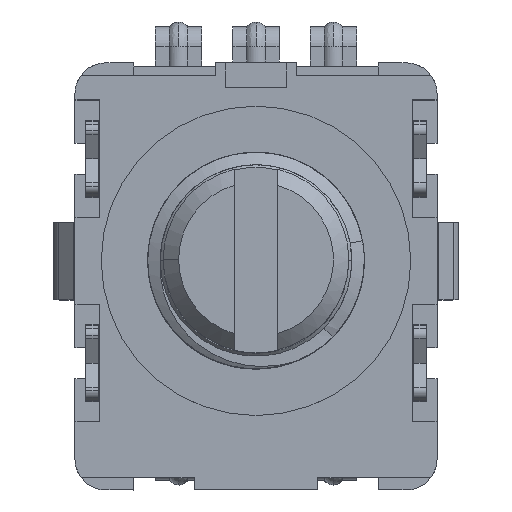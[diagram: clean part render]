
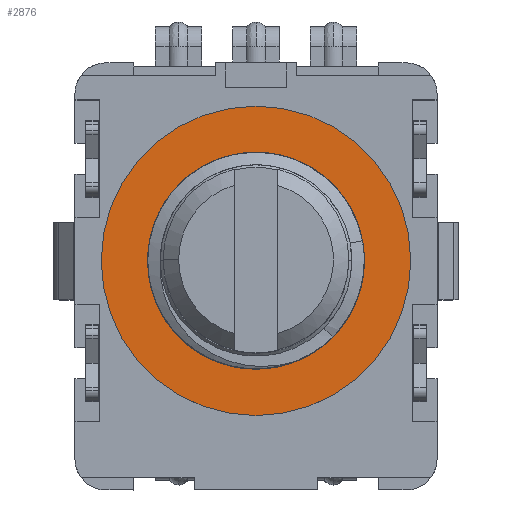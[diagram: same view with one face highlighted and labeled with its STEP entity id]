
A CAD part, top view. The second image highlights one B-rep face of the part: STEP entity #2876.
In plain terms, the highlighted planar face has unit normal (0, 0, 1).
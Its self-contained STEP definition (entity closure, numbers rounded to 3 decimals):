
#2 = VERTEX_POINT ( 'NONE', #12622 ) ;
#42 = CARTESIAN_POINT ( 'NONE',  ( -2.689, 1.53, 3.157 ) ) ;
#454 = CIRCLE ( 'NONE', #11401, 5. ) ;
#787 = ORIENTED_EDGE ( 'NONE', *, *, #9579, .F. ) ;
#1143 = CARTESIAN_POINT ( 'NONE',  ( -3.092, -0.66, 3.157 ) ) ;
#1161 = AXIS2_PLACEMENT_3D ( 'NONE', #6519, #8014, #7667 ) ;
#1842 = VERTEX_POINT ( 'NONE', #13243 ) ;
#1923 = PLANE ( 'NONE',  #8786 ) ;
#2006 = CARTESIAN_POINT ( 'NONE',  ( 0., 0., 3.157 ) ) ;
#2094 = FACE_OUTER_BOUND ( 'NONE', #6099, .T. ) ;
#2381 = CARTESIAN_POINT ( 'NONE',  ( -2.876, 1.637, 3.157 ) ) ;
#2467 = CARTESIAN_POINT ( 'NONE',  ( -3.127, -0.527, 3.157 ) ) ;
#2753 = CARTESIAN_POINT ( 'NONE',  ( 0., 0., 3.157 ) ) ;
#2851 = LINE ( 'NONE', #42, #16913 ) ;
#2876 = ADVANCED_FACE ( 'NONE', ( #9853, #2094 ), #1923, .F. ) ;
#2934 = VERTEX_POINT ( 'NONE', #8544 ) ;
#3164 = DIRECTION ( 'NONE',  ( -1., 0., 0. ) ) ;
#3390 = CIRCLE ( 'NONE', #1161, 3.094 ) ;
#3780 = CARTESIAN_POINT ( 'NONE',  ( -2.999, 1.386, 3.157 ) ) ;
#4467 = CARTESIAN_POINT ( 'NONE',  ( -2.876, 1.637, 3.157 ) ) ;
#4655 = ORIENTED_EDGE ( 'NONE', *, *, #13072, .F. ) ;
#4943 = DIRECTION ( 'NONE',  ( 1., 0., 0. ) ) ;
#4959 = VERTEX_POINT ( 'NONE', #4467 ) ;
#5201 = CARTESIAN_POINT ( 'NONE',  ( -2.685, -1.537, 3.157 ) ) ;
#5286 = CARTESIAN_POINT ( 'NONE',  ( -3.218, 0.3, 3.157 ) ) ;
#6099 = EDGE_LOOP ( 'NONE', ( #8098, #10772 ) ) ;
#6252 = B_SPLINE_CURVE_WITH_KNOTS ( 'NONE', 3,
 ( #2381, #3780, #13452, #7755, #5286, #9158, #14505, #2467, #1143, #11871, #17228, #5201 ),
 .UNSPECIFIED., .F., .F.,
 ( 4, 2, 2, 2, 2, 4 ),
 ( 0., 0.001, 0.002, 0.002, 0.002, 0.003 ),
 .UNSPECIFIED. ) ;
#6519 = CARTESIAN_POINT ( 'NONE',  ( 0., 0., 3.157 ) ) ;
#6557 = ORIENTED_EDGE ( 'NONE', *, *, #12692, .F. ) ;
#7667 = DIRECTION ( 'NONE',  ( -1., 0., 0. ) ) ;
#7755 = CARTESIAN_POINT ( 'NONE',  ( -3.198, 0.579, 3.157 ) ) ;
#7874 = ORIENTED_EDGE ( 'NONE', *, *, #14182, .F. ) ;
#8014 = DIRECTION ( 'NONE',  ( 0., 0., 1. ) ) ;
#8098 = ORIENTED_EDGE ( 'NONE', *, *, #16803, .F. ) ;
#8391 = DIRECTION ( 'NONE',  ( 0., 0., 1. ) ) ;
#8544 = CARTESIAN_POINT ( 'NONE',  ( 5., 0., 3.157 ) ) ;
#8786 = AXIS2_PLACEMENT_3D ( 'NONE', #2006, #13804, #3164 ) ;
#8798 = EDGE_LOOP ( 'NONE', ( #787, #4655, #6557, #7874 ) ) ;
#9158 = CARTESIAN_POINT ( 'NONE',  ( -3.195, -0.114, 3.157 ) ) ;
#9579 = EDGE_CURVE ( 'NONE', #1842, #4959, #2851, .T. ) ;
#9853 = FACE_BOUND ( 'NONE', #8798, .T. ) ;
#10134 = CARTESIAN_POINT ( 'NONE',  ( -2.685, -1.537, 3.157 ) ) ;
#10329 = DIRECTION ( 'NONE',  ( 0., 0., -1. ) ) ;
#10394 = DIRECTION ( 'NONE',  ( 0., 0., -1. ) ) ;
#10592 = CARTESIAN_POINT ( 'NONE',  ( 0., 0., 3.157 ) ) ;
#10772 = ORIENTED_EDGE ( 'NONE', *, *, #11581, .F. ) ;
#11401 = AXIS2_PLACEMENT_3D ( 'NONE', #12680, #10394, #4943 ) ;
#11581 = EDGE_CURVE ( 'NONE', #2, #2934, #454, .T. ) ;
#11871 = CARTESIAN_POINT ( 'NONE',  ( -2.962, -1.052, 3.157 ) ) ;
#12622 = CARTESIAN_POINT ( 'NONE',  ( -5., 0., 3.157 ) ) ;
#12680 = CARTESIAN_POINT ( 'NONE',  ( 0., 0., 3.157 ) ) ;
#12692 = EDGE_CURVE ( 'NONE', #17182, #14546, #3390, .T. ) ;
#12893 = AXIS2_PLACEMENT_3D ( 'NONE', #10592, #10329, #13316 ) ;
#12946 = AXIS2_PLACEMENT_3D ( 'NONE', #2753, #8391, #16121 ) ;
#13072 = EDGE_CURVE ( 'NONE', #14546, #1842, #15200, .T. ) ;
#13243 = CARTESIAN_POINT ( 'NONE',  ( -2.689, 1.53, 3.157 ) ) ;
#13316 = DIRECTION ( 'NONE',  ( 1., 0., 0. ) ) ;
#13402 = DIRECTION ( 'NONE',  ( -0.869, 0.495, 0. ) ) ;
#13452 = CARTESIAN_POINT ( 'NONE',  ( -3.087, 1.124, 3.157 ) ) ;
#13511 = CIRCLE ( 'NONE', #12893, 5. ) ;
#13804 = DIRECTION ( 'NONE',  ( 0., 0., -1. ) ) ;
#14182 = EDGE_CURVE ( 'NONE', #4959, #17182, #6252, .T. ) ;
#14505 = CARTESIAN_POINT ( 'NONE',  ( -3.179, -0.254, 3.157 ) ) ;
#14546 = VERTEX_POINT ( 'NONE', #17380 ) ;
#15200 = CIRCLE ( 'NONE', #12946, 3.094 ) ;
#16121 = DIRECTION ( 'NONE',  ( -1., 0., 0. ) ) ;
#16803 = EDGE_CURVE ( 'NONE', #2934, #2, #13511, .T. ) ;
#16913 = VECTOR ( 'NONE', #13402, 1000. ) ;
#17182 = VERTEX_POINT ( 'NONE', #10134 ) ;
#17228 = CARTESIAN_POINT ( 'NONE',  ( -2.839, -1.304, 3.157 ) ) ;
#17380 = CARTESIAN_POINT ( 'NONE',  ( 3.094, 0., 3.157 ) ) ;
